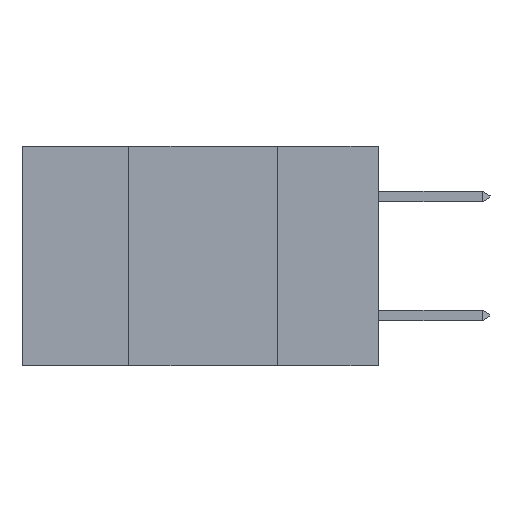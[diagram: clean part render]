
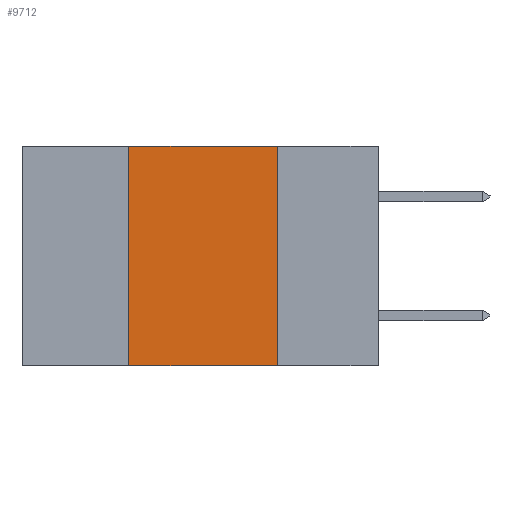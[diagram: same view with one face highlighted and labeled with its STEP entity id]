
A CAD part, left-side view. The second image highlights one B-rep face of the part: STEP entity #9712.
In plain terms, the highlighted planar face has unit normal (-1, 0, 0).
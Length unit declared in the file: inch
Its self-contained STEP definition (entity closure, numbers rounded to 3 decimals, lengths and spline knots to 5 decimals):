
#76 = DIRECTION ( 'NONE',  ( 1., 0., 0. ) ) ;
#236 = LINE ( 'NONE', #6049, #1147 ) ;
#554 = CARTESIAN_POINT ( 'NONE',  ( 0., 0.42, 0. ) ) ;
#703 = EDGE_LOOP ( 'NONE', ( #2833, #5489, #6830, #2589 ) ) ;
#994 = CARTESIAN_POINT ( 'NONE',  ( 0., 0.17, -0.37 ) ) ;
#1147 = VECTOR ( 'NONE', #6209, 39.37008 ) ;
#1755 = FACE_OUTER_BOUND ( 'NONE', #703, .T. ) ;
#2044 = VERTEX_POINT ( 'NONE', #5509 ) ;
#2307 = EDGE_CURVE ( 'NONE', #5453, #2044, #5162, .T. ) ;
#2589 = ORIENTED_EDGE ( 'NONE', *, *, #4118, .T. ) ;
#2833 = ORIENTED_EDGE ( 'NONE', *, *, #2307, .F. ) ;
#2945 = DIRECTION ( 'NONE',  ( 0., -1., 0. ) ) ;
#3329 = LINE ( 'NONE', #9235, #9505 ) ;
#3721 = LINE ( 'NONE', #7097, #3913 ) ;
#3913 = VECTOR ( 'NONE', #2945, 39.37008 ) ;
#4118 = EDGE_CURVE ( 'NONE', #8677, #2044, #3329, .T. ) ;
#4757 = CARTESIAN_POINT ( 'NONE',  ( 0., 0.42, -0.37 ) ) ;
#5162 = LINE ( 'NONE', #994, #9470 ) ;
#5453 = VERTEX_POINT ( 'NONE', #5616 ) ;
#5489 = ORIENTED_EDGE ( 'NONE', *, *, #8350, .F. ) ;
#5509 = CARTESIAN_POINT ( 'NONE',  ( 0., 0.17, -0.37 ) ) ;
#5616 = CARTESIAN_POINT ( 'NONE',  ( 0., 0.17, 0. ) ) ;
#6049 = CARTESIAN_POINT ( 'NONE',  ( 0., 0.42, -0.37 ) ) ;
#6209 = DIRECTION ( 'NONE',  ( 0., 0., 1. ) ) ;
#6760 = DIRECTION ( 'NONE',  ( 0., 0., -1. ) ) ;
#6830 = ORIENTED_EDGE ( 'NONE', *, *, #9888, .F. ) ;
#7097 = CARTESIAN_POINT ( 'NONE',  ( 0., 0.6, 0. ) ) ;
#7429 = CARTESIAN_POINT ( 'NONE',  ( 0., 0.6, 0. ) ) ;
#7480 = AXIS2_PLACEMENT_3D ( 'NONE', #7429, #76, #6760 ) ;
#8350 = EDGE_CURVE ( 'NONE', #8702, #5453, #3721, .T. ) ;
#8534 = DIRECTION ( 'NONE',  ( 0., 0., -1. ) ) ;
#8677 = VERTEX_POINT ( 'NONE', #4757 ) ;
#8702 = VERTEX_POINT ( 'NONE', #554 ) ;
#9068 = DIRECTION ( 'NONE',  ( 0., -1., 0. ) ) ;
#9235 = CARTESIAN_POINT ( 'NONE',  ( 0., 0.6, -0.37 ) ) ;
#9283 = PLANE ( 'NONE',  #7480 ) ;
#9470 = VECTOR ( 'NONE', #8534, 39.37008 ) ;
#9505 = VECTOR ( 'NONE', #9068, 39.37008 ) ;
#9712 = ADVANCED_FACE ( 'NONE', ( #1755 ), #9283, .F. ) ;
#9888 = EDGE_CURVE ( 'NONE', #8677, #8702, #236, .T. ) ;
